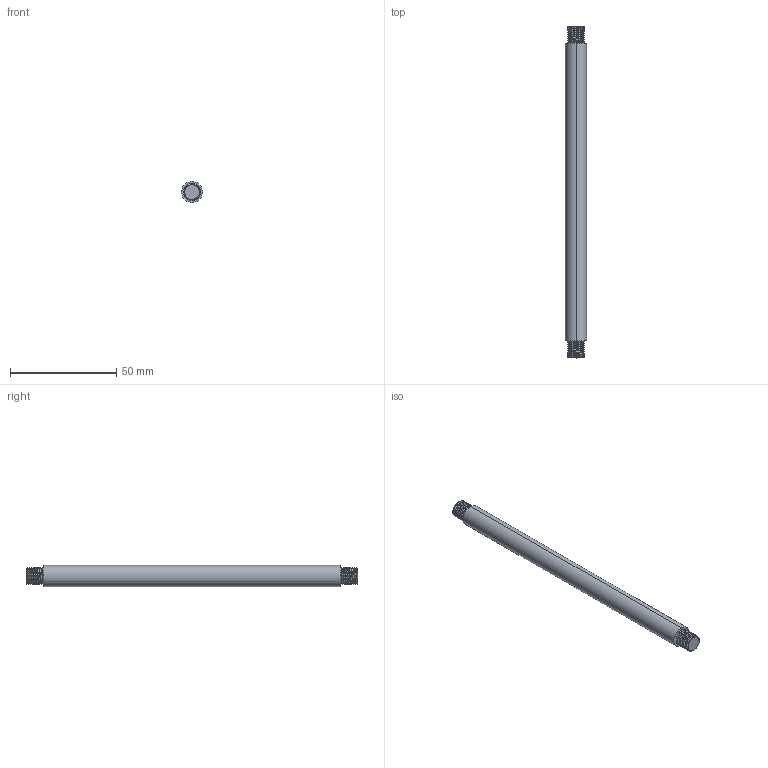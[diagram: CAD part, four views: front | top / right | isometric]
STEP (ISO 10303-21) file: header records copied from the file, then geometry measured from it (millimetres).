
FILE_DESCRIPTION (( 'STEP AP214' ), '1' );
FILE_NAME ('Hand Rod.STEP', '2025-02-11T18:57:43', ( '' ), ( '' ), 'SwSTEP 2.0', 'SolidWorks 2024', '' );
FILE_SCHEMA (( 'AUTOMOTIVE_DESIGN' ));
Length unit declared in the file: millimetre
Products named in the file (1): Hand Rod
Bounding box: 10 x 156 x 10 mm (x, y, z)
Volume: 11681.1 mm3; surface area: 5161.3 mm2
Topology: 1 solids, 1 shells, 46 faces, 126 edges, 84 vertices
Faces by surface type: cylinder 36, bspline 6, plane 4
Entity records: 4403 total; most frequent: CARTESIAN_POINT 3463, ORIENTED_EDGE 252, DIRECTION 132, EDGE_CURVE 126, VERTEX_POINT 84, AXIS2_PLACEMENT_3D 49, EDGE_LOOP 48, FACE_OUTER_BOUND 46
